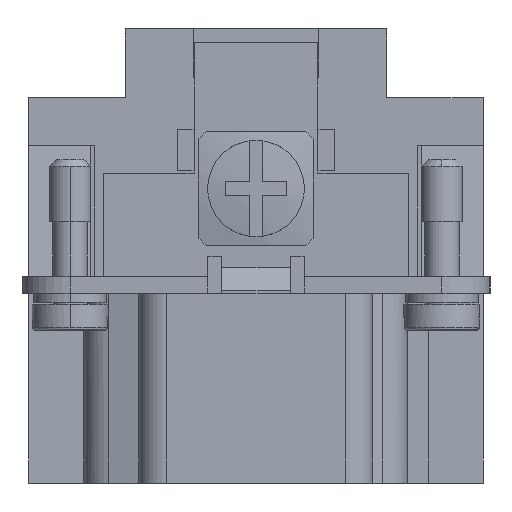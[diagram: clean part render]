
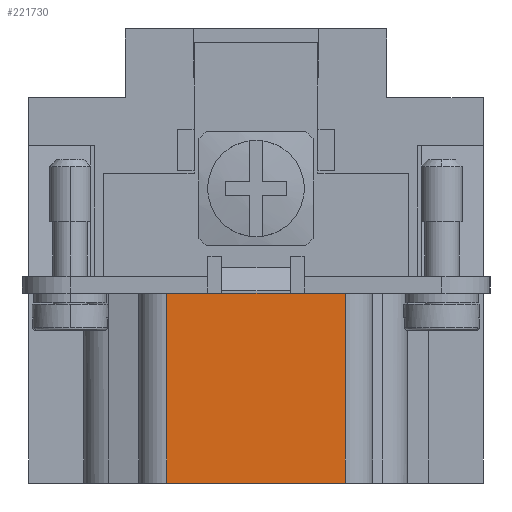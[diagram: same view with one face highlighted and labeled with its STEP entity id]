
A CAD part, left-side view. The second image highlights one B-rep face of the part: STEP entity #221730.
In plain terms, the highlighted planar face has unit normal (-1, 0, 0).
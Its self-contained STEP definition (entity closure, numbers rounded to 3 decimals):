
#134100=CARTESIAN_POINT('',(-55.,6.5,19.2));
#134110=DIRECTION('',(0.,0.,1.));
#134120=VECTOR('',#134110,13.8);
#134130=LINE('',#134100,#134120);
#134140=CARTESIAN_POINT('',(-55.,6.5,19.2));
#134150=VERTEX_POINT('',#134140);
#134160=CARTESIAN_POINT('',(-55.,6.5,33.));
#134170=VERTEX_POINT('',#134160);
#134180=EDGE_CURVE('',#134150,#134170,#134130,.T.);
#162800=CARTESIAN_POINT('',(-55.,-6.5,19.2));
#162810=VERTEX_POINT('',#162800);
#163460=CARTESIAN_POINT('',(-55.,-3.5,19.2));
#163470=VERTEX_POINT('',#163460);
#163500=CARTESIAN_POINT('',(-55.,-6.5,19.2));
#163510=DIRECTION('',(0.,1.,0.));
#163520=VECTOR('',#163510,3.);
#163530=LINE('',#163500,#163520);
#163540=EDGE_CURVE('',#162810,#163470,#163530,.T.);
#221360=CARTESIAN_POINT('',(-55.,-6.5,19.2));
#221370=DIRECTION('',(-1.,0.,0.));
#221380=DIRECTION('',(0.,0.,1.));
#221390=AXIS2_PLACEMENT_3D('',#221360,#221370,#221380);
#221400=PLANE('',#221390);
#221410=CARTESIAN_POINT('',(-55.,-6.5,19.2));
#221420=DIRECTION('',(0.,0.,1.));
#221430=VECTOR('',#221420,13.8);
#221440=LINE('',#221410,#221430);
#221450=CARTESIAN_POINT('',(-55.,-6.5,33.));
#221460=VERTEX_POINT('',#221450);
#221470=EDGE_CURVE('',#162810,#221460,#221440,.T.);
#221480=ORIENTED_EDGE('',*,*,#221470,.T.);
#221490=ORIENTED_EDGE('',*,*,#163540,.F.);
#221500=CARTESIAN_POINT('',(-55.,3.5,19.2));
#221510=DIRECTION('',(0.,-1.,0.));
#221520=VECTOR('',#221510,7.);
#221530=LINE('',#221500,#221520);
#221540=CARTESIAN_POINT('',(-55.,3.5,19.2));
#221550=VERTEX_POINT('',#221540);
#221560=EDGE_CURVE('',#221550,#163470,#221530,.T.);
#221570=ORIENTED_EDGE('',*,*,#221560,.T.);
#221580=CARTESIAN_POINT('',(-55.,3.5,19.2));
#221590=DIRECTION('',(0.,1.,0.));
#221600=VECTOR('',#221590,3.);
#221610=LINE('',#221580,#221600);
#221620=EDGE_CURVE('',#221550,#134150,#221610,.T.);
#221630=ORIENTED_EDGE('',*,*,#221620,.F.);
#221640=ORIENTED_EDGE('',*,*,#134180,.F.);
#221650=CARTESIAN_POINT('',(-55.,-6.5,33.));
#221660=DIRECTION('',(0.,1.,0.));
#221670=VECTOR('',#221660,13.);
#221680=LINE('',#221650,#221670);
#221690=EDGE_CURVE('',#221460,#134170,#221680,.T.);
#221700=ORIENTED_EDGE('',*,*,#221690,.T.);
#221710=EDGE_LOOP('',(#221700,#221640,#221630,#221570,#221490,#221480));
#221720=FACE_OUTER_BOUND('',#221710,.T.);
#221730=ADVANCED_FACE('',(#221720),#221400,.T.);
